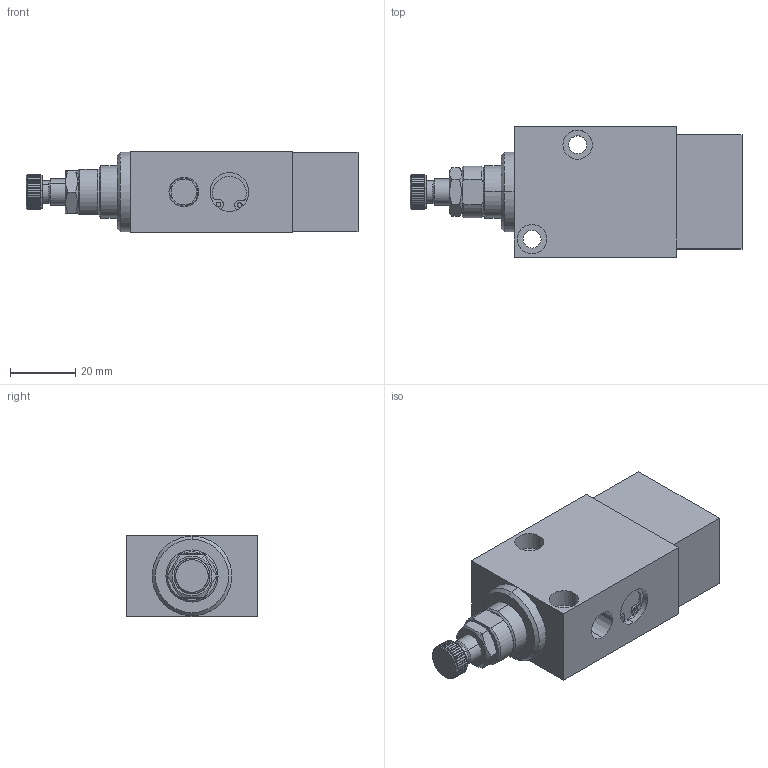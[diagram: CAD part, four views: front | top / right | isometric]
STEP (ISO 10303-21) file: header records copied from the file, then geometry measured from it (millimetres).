
FILE_DESCRIPTION (( 'STEP AP203' ), '1' );
FILE_NAME ('HBWD.STEP', '2020-04-07T00:23:56', ( '微软用户' ), ( '微软中国' ), 'SwSTEP 2.0', 'SolidWorks 2012', '' );
FILE_SCHEMA (( 'CONFIG_CONTROL_DESIGN' ));
Length unit declared in the file: millimetre
Products named in the file (8): HBWD; hexagon socket head cap screws gb_GB_FASTENER_SCREWS_HSHCS M4X6-N; circlips for holes--type a gb_GB_CONNECTING_PIECE_RING_RRH 12; hex socket set screws with cone point gb_GB_FASTENER_SCREWS_HSCP M10X8-N; hex thin nuts-grades ab-chamfered gb_GB_FASTENER_NUT_STNAB M8-C; HBWD蹟邡; HBWD活塞杆; HBWD掛极
Assembly tree (8 placements, depth 2):
  HBWD
    HBWD掛极
    HBWD活塞杆
    HBWD蹟邡
    hex thin nuts-grades ab-chamfered gb_GB_FASTENER_NUT_STNAB M8-C
    hex socket set screws with cone point gb_GB_FASTENER_SCREWS_HSCP M10X8-N
    circlips for holes--type a gb_GB_CONNECTING_PIECE_RING_RRH 12
    hexagon socket head cap screws gb_GB_FASTENER_SCREWS_HSHCS M4X6-N  x2
Bounding box: 102 x 40 x 25 mm (x, y, z)
Volume: 68337.2 mm3; surface area: 18919.3 mm2
Topology: 8 solids, 8 shells, 442 faces, 973 edges, 564 vertices
Faces by surface type: plane 184, cone 135, cylinder 119, torus 4
Entity records: 12410 total; most frequent: CARTESIAN_POINT 2556, DIRECTION 1942, ORIENTED_EDGE 1818, EDGE_CURVE 909, AXIS2_PLACEMENT_3D 805, VERTEX_POINT 531, EDGE_LOOP 452, ADVANCED_FACE 417
